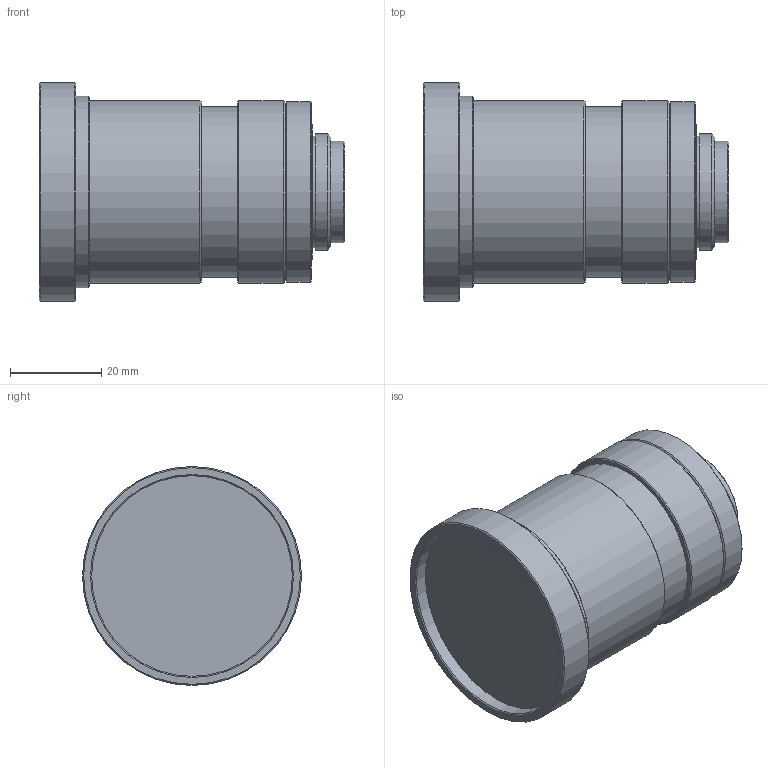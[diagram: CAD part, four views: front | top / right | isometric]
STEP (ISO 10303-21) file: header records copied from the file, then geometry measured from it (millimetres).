
FILE_DESCRIPTION(/* description */ (''),/* implementation_level */ '2;1');
FILE_NAME(/* name */ 'FL-CC0614A-2M_spec.stp',/* time_stamp */ '2014-05-09T10:37:24+02:00',/* author */ (''),/* organization */ (''),/* preprocessor_version */ 'ST-DEVELOPER v15',/* originating_system */ 'SIEMENS PLM Software NX 8.5',/* authorisation */ '');
FILE_SCHEMA (('AUTOMOTIVE_DESIGN { 1 0 10303 214 3 1 1 1 }'));
Length unit declared in the file: millimetre
Products named in the file (1): FL-CC0614A-2M_spec
Bounding box: 67 x 48 x 48 mm (x, y, z)
Volume: 77166 mm3; surface area: 12436.5 mm2
Topology: 1 solids, 1 shells, 33 faces, 61 edges, 39 vertices
Faces by surface type: cone 12, plane 11, cylinder 10
Full cylindrical faces by diameter (mm): 22.2 x1, 24.5 x1, 25.5 x1, 37.5 x1, 39.6 x1, 40 x2, 42 x1, 44 x1, 48 x1
Entity records: 678 total; most frequent: DIRECTION 132, CARTESIAN_POINT 98, AXIS2_PLACEMENT_3D 66, EDGE_LOOP 64, ORIENTED_EDGE 64, FACE_BOUND 62, ADVANCED_FACE 33, VERTEX_POINT 32
